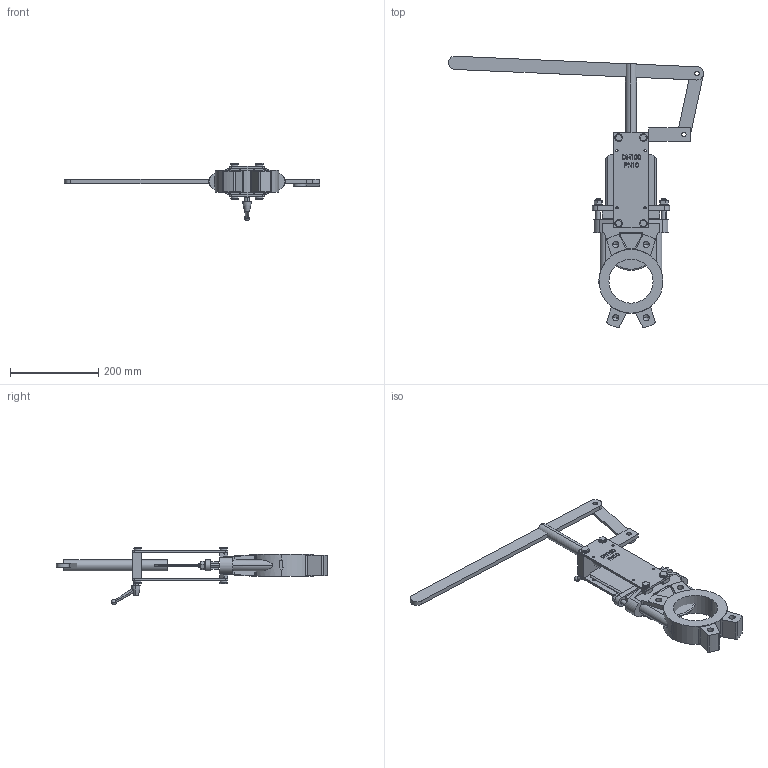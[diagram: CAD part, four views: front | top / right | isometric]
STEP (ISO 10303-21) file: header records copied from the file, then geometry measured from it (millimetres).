
FILE_DESCRIPTION (( 'STEP AP214' ), '1' );
FILE_NAME ('FM200-Stoffschieber-DN100-PN10-Schnellschlusshebel-Fergo.STEP', '2024-02-14T10:26:33', ( '' ), ( '' ), 'SwSTEP 2.0', 'SolidWorks 2022', '' );
FILE_SCHEMA (( 'AUTOMOTIVE_DESIGN' ));
Length unit declared in the file: millimetre
Products named in the file (1): FM200-Stoffschieber-DN100-PN10-Schnellschlusshebel-Fergo
Bounding box: 579.45 x 616.49 x 130.75 mm (x, y, z)
Volume: 1881009.9 mm3; surface area: 396188.9 mm2
Topology: 33 solids, 33 shells, 857 faces, 2281 edges, 1516 vertices
Faces by surface type: cylinder 445, plane 286, cone 78, torus 30, bspline 16, sphere 2
Entity records: 48471 total; most frequent: CARTESIAN_POINT 18389, ORIENTED_EDGE 4492, DIRECTION 4040, EDGE_CURVE 2246, VERTEX_POINT 1513, AXIS2_PLACEMENT_3D 1473, VECTOR 1094, LINE 1094
